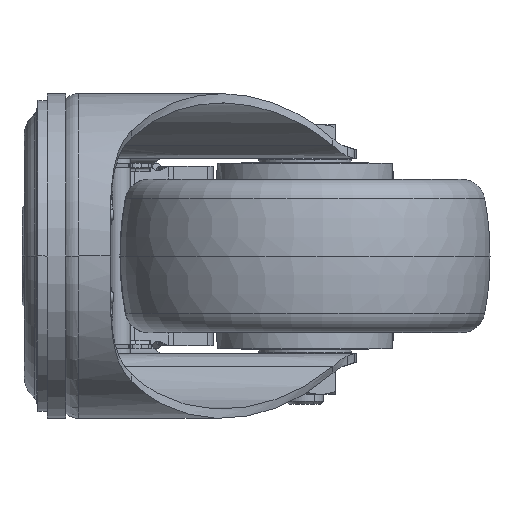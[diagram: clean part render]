
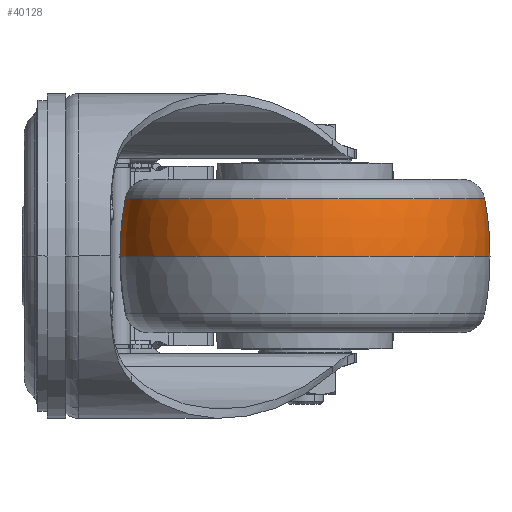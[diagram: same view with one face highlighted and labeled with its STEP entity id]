
A CAD part, left-side view. The second image highlights one B-rep face of the part: STEP entity #40128.
In plain terms, the highlighted toroidal (fillet/blend) face has major radius 34.996 mm and minor radius 75 mm.
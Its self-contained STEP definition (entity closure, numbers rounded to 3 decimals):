
#1995 = DIRECTION ( 'NONE',  ( 0.995, 0.097, 0. ) ) ;
#3417 = VERTEX_POINT ( 'NONE', #5401 ) ;
#4648 = VERTEX_POINT ( 'NONE', #10266 ) ;
#5401 = CARTESIAN_POINT ( 'NONE',  ( 41.786, -99.661, 12.371 ) ) ;
#6430 = CARTESIAN_POINT ( 'NONE',  ( 38., -61., -0.757 ) ) ;
#7683 = CARTESIAN_POINT ( 'NONE',  ( 41.411, -95.83, -0.757 ) ) ;
#8856 = ORIENTED_EDGE ( 'NONE', *, *, #61516, .F. ) ;
#10266 = CARTESIAN_POINT ( 'NONE',  ( 41.899, -100.81, 0. ) ) ;
#17237 = DIRECTION ( 'NONE',  ( 0., 0., 1. ) ) ;
#17747 = ORIENTED_EDGE ( 'NONE', *, *, #39362, .T. ) ;
#24557 = AXIS2_PLACEMENT_3D ( 'NONE', #7683, #1995, #55485 ) ;
#24619 = DIRECTION ( 'NONE',  ( 0., 0., 1. ) ) ;
#24981 = DIRECTION ( 'NONE',  ( 0.097, -0.995, 0. ) ) ;
#25421 = DIRECTION ( 'NONE',  ( 0.097, -0.995, 0. ) ) ;
#31682 = AXIS2_PLACEMENT_3D ( 'NONE', #6430, #60599, #55626 ) ;
#32706 = EDGE_CURVE ( 'NONE', #32932, #4648, #46861, .T. ) ;
#32932 = VERTEX_POINT ( 'NONE', #58763 ) ;
#35615 = CARTESIAN_POINT ( 'NONE',  ( 34.589, -26.17, -0.757 ) ) ;
#35643 = AXIS2_PLACEMENT_3D ( 'NONE', #41846, #24619, #24981 ) ;
#39105 = DIRECTION ( 'NONE',  ( 0.097, -0.995, 0. ) ) ;
#39362 = EDGE_CURVE ( 'NONE', #4648, #3417, #53076, .T. ) ;
#40128 = ADVANCED_FACE ( 'NONE', ( #66657 ), #41790, .T. ) ;
#40982 = ORIENTED_EDGE ( 'NONE', *, *, #42346, .F. ) ;
#41790 = TOROIDAL_SURFACE ( 'NONE', #31682, -34.996, 75. ) ;
#41846 = CARTESIAN_POINT ( 'NONE',  ( 38., -61., 12.371 ) ) ;
#42346 = EDGE_CURVE ( 'NONE', #32932, #47459, #55109, .T. ) ;
#42584 = EDGE_LOOP ( 'NONE', ( #40982, #61635, #17747, #8856 ) ) ;
#45101 = AXIS2_PLACEMENT_3D ( 'NONE', #35615, #67641, #25421 ) ;
#46861 = CIRCLE ( 'NONE', #62771, 40. ) ;
#47459 = VERTEX_POINT ( 'NONE', #53255 ) ;
#53076 = CIRCLE ( 'NONE', #45101, 75. ) ;
#53255 = CARTESIAN_POINT ( 'NONE',  ( 34.214, -22.339, 12.371 ) ) ;
#55109 = CIRCLE ( 'NONE', #24557, 75. ) ;
#55485 = DIRECTION ( 'NONE',  ( -0.097, 0.995, 0. ) ) ;
#55626 = DIRECTION ( 'NONE',  ( 0.097, -0.995, 0. ) ) ;
#58763 = CARTESIAN_POINT ( 'NONE',  ( 34.101, -21.19, 0. ) ) ;
#60599 = DIRECTION ( 'NONE',  ( 0., 0., 1. ) ) ;
#60648 = CIRCLE ( 'NONE', #35643, 38.846 ) ;
#61516 = EDGE_CURVE ( 'NONE', #47459, #3417, #60648, .T. ) ;
#61635 = ORIENTED_EDGE ( 'NONE', *, *, #32706, .T. ) ;
#62771 = AXIS2_PLACEMENT_3D ( 'NONE', #65825, #17237, #39105 ) ;
#65825 = CARTESIAN_POINT ( 'NONE',  ( 38., -61., 0. ) ) ;
#66657 = FACE_OUTER_BOUND ( 'NONE', #42584, .T. ) ;
#67641 = DIRECTION ( 'NONE',  ( -0.995, -0.097, 0. ) ) ;
